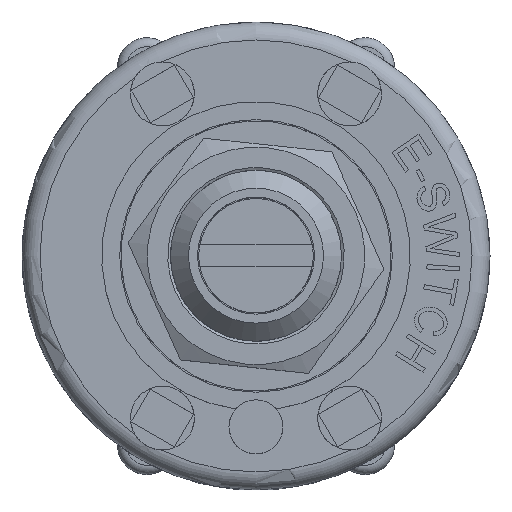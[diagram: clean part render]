
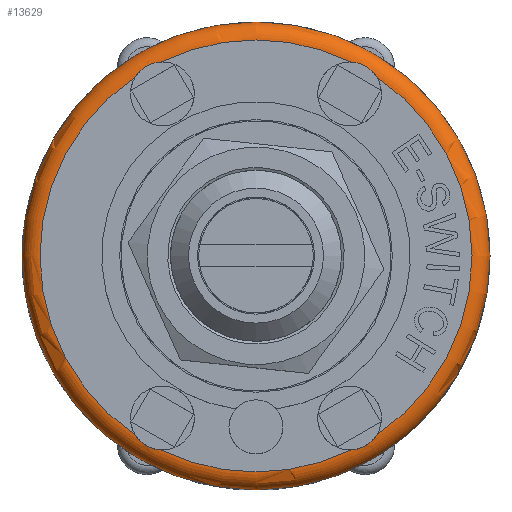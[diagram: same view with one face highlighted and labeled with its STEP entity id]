
A CAD part, top view. The second image highlights one B-rep face of the part: STEP entity #13629.
In plain terms, the highlighted toroidal (fillet/blend) face has major radius 12 mm and minor radius 1 mm.
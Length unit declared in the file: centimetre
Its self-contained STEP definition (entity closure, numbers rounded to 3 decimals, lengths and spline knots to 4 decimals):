
#32=TOROIDAL_SURFACE('',#14323,1.2,0.1);
#635=B_SPLINE_CURVE_WITH_KNOTS('',3,(#23289,#23290,#23291,#23292,#23293,
#23294,#23295,#23296,#23297,#23298,#23299,#23300),.UNSPECIFIED.,.F.,.F.,
(4,2,2,2,2,4),(-0.2692,-0.2446,-0.216,
-0.1921,-0.1645,-0.1357),.UNSPECIFIED.);
#636=B_SPLINE_CURVE_WITH_KNOTS('',3,(#23311,#23312,#23313,#23314,#23315,
#23316,#23317,#23318,#23319,#23320,#23321,#23322),.UNSPECIFIED.,.F.,.F.,
(4,2,2,2,2,4),(-0.2692,-0.2446,-0.216,
-0.1921,-0.1645,-0.1357),.UNSPECIFIED.);
#637=B_SPLINE_CURVE_WITH_KNOTS('',3,(#23333,#23334,#23335,#23336,#23337,
#23338,#23339,#23340,#23341,#23342,#23343,#23344),.UNSPECIFIED.,.F.,.F.,
(4,2,2,2,2,4),(-0.2692,-0.2446,-0.216,
-0.1921,-0.1645,-0.1357),.UNSPECIFIED.);
#638=B_SPLINE_CURVE_WITH_KNOTS('',3,(#23355,#23356,#23357,#23358,#23359,
#23360,#23361,#23362,#23363,#23364,#23365,#23366),.UNSPECIFIED.,.F.,.F.,
(4,2,2,2,2,4),(-0.2692,-0.2446,-0.216,
-0.1921,-0.1645,-0.1357),.UNSPECIFIED.);
#1336=FACE_OUTER_BOUND('',#2139,.T.);
#2139=EDGE_LOOP('',(#12004,#12005,#12006,#12007,#12008,#12009,#12010,#12011,
#12012,#12013,#12014,#12015));
#5270=CIRCLE('',#14261,1.3);
#5286=CIRCLE('',#14324,0.1);
#5287=CIRCLE('',#14325,1.2);
#5288=CIRCLE('',#14326,1.2);
#5289=CIRCLE('',#14327,1.2);
#5290=CIRCLE('',#14328,1.2);
#5291=CIRCLE('',#14329,1.2);
#6390=VERTEX_POINT('',#23008);
#6486=VERTEX_POINT('',#23287);
#6487=VERTEX_POINT('',#23288);
#6490=VERTEX_POINT('',#23309);
#6491=VERTEX_POINT('',#23310);
#6494=VERTEX_POINT('',#23331);
#6495=VERTEX_POINT('',#23332);
#6498=VERTEX_POINT('',#23353);
#6499=VERTEX_POINT('',#23354);
#6502=VERTEX_POINT('',#23375);
#8242=EDGE_CURVE('',#6390,#6390,#5270,.T.);
#8386=EDGE_CURVE('',#6486,#6487,#635,.T.);
#8391=EDGE_CURVE('',#6490,#6491,#636,.T.);
#8396=EDGE_CURVE('',#6494,#6495,#637,.T.);
#8401=EDGE_CURVE('',#6498,#6499,#638,.T.);
#8406=EDGE_CURVE('',#6390,#6502,#5286,.T.);
#8407=EDGE_CURVE('',#6502,#6494,#5287,.T.);
#8408=EDGE_CURVE('',#6495,#6490,#5288,.T.);
#8409=EDGE_CURVE('',#6491,#6486,#5289,.T.);
#8410=EDGE_CURVE('',#6487,#6498,#5290,.T.);
#8411=EDGE_CURVE('',#6499,#6502,#5291,.T.);
#12004=ORIENTED_EDGE('',*,*,#8242,.T.);
#12005=ORIENTED_EDGE('',*,*,#8406,.T.);
#12006=ORIENTED_EDGE('',*,*,#8407,.T.);
#12007=ORIENTED_EDGE('',*,*,#8396,.T.);
#12008=ORIENTED_EDGE('',*,*,#8408,.T.);
#12009=ORIENTED_EDGE('',*,*,#8391,.T.);
#12010=ORIENTED_EDGE('',*,*,#8409,.T.);
#12011=ORIENTED_EDGE('',*,*,#8386,.T.);
#12012=ORIENTED_EDGE('',*,*,#8410,.T.);
#12013=ORIENTED_EDGE('',*,*,#8401,.T.);
#12014=ORIENTED_EDGE('',*,*,#8411,.T.);
#12015=ORIENTED_EDGE('',*,*,#8406,.F.);
#13629=ADVANCED_FACE('',(#1336),#32,.T.);
#14261=AXIS2_PLACEMENT_3D('',#23009,#16746,#16747);
#14323=AXIS2_PLACEMENT_3D('',#23374,#17014,#17015);
#14324=AXIS2_PLACEMENT_3D('',#23376,#17016,#17017);
#14325=AXIS2_PLACEMENT_3D('',#23377,#17018,#17019);
#14326=AXIS2_PLACEMENT_3D('',#23378,#17020,#17021);
#14327=AXIS2_PLACEMENT_3D('',#23379,#17022,#17023);
#14328=AXIS2_PLACEMENT_3D('',#23380,#17024,#17025);
#14329=AXIS2_PLACEMENT_3D('',#23381,#17026,#17027);
#16746=DIRECTION('center_axis',(0.,0.,1.));
#16747=DIRECTION('ref_axis',(-1.,0.,0.));
#17014=DIRECTION('center_axis',(0.,0.,-1.));
#17015=DIRECTION('ref_axis',(-1.,0.,0.));
#17016=DIRECTION('center_axis',(0.,-1.,0.));
#17017=DIRECTION('ref_axis',(1.,0.,0.));
#17018=DIRECTION('center_axis',(0.,0.,-1.));
#17019=DIRECTION('ref_axis',(-1.,0.,0.));
#17020=DIRECTION('center_axis',(0.,0.,-1.));
#17021=DIRECTION('ref_axis',(-1.,0.,0.));
#17022=DIRECTION('center_axis',(0.,0.,-1.));
#17023=DIRECTION('ref_axis',(-1.,0.,0.));
#17024=DIRECTION('center_axis',(0.,0.,-1.));
#17025=DIRECTION('ref_axis',(-1.,0.,0.));
#17026=DIRECTION('center_axis',(0.,0.,-1.));
#17027=DIRECTION('ref_axis',(-1.,0.,0.));
#23008=CARTESIAN_POINT('',(1.3,0.,0.92));
#23009=CARTESIAN_POINT('Origin',(0.,0.,0.92));
#23287=CARTESIAN_POINT('',(-0.67,0.9955,1.02));
#23288=CARTESIAN_POINT('',(-0.5271,1.078,1.02));
#23289=CARTESIAN_POINT('Ctrl Pts',(-0.67,0.9955,
1.02));
#23290=CARTESIAN_POINT('Ctrl Pts',(-0.6646,1.0041,
1.02));
#23291=CARTESIAN_POINT('Ctrl Pts',(-0.6583,1.0124,
1.0198));
#23292=CARTESIAN_POINT('Ctrl Pts',(-0.6428,1.0294,
1.0191));
#23293=CARTESIAN_POINT('Ctrl Pts',(-0.6335,1.0377,
1.0188));
#23294=CARTESIAN_POINT('Ctrl Pts',(-0.615,1.051,1.0184));
#23295=CARTESIAN_POINT('Ctrl Pts',(-0.6061,1.0563,
1.0184));
#23296=CARTESIAN_POINT('Ctrl Pts',(-0.5859,1.0659,1.0187));
#23297=CARTESIAN_POINT('Ctrl Pts',(-0.5747,1.07,1.019));
#23298=CARTESIAN_POINT('Ctrl Pts',(-0.551,1.0759,1.0197));
#23299=CARTESIAN_POINT('Ctrl Pts',(-0.539,1.0775,
1.02));
#23300=CARTESIAN_POINT('Ctrl Pts',(-0.5271,1.078,
1.02));
#23309=CARTESIAN_POINT('',(-0.5271,-1.078,1.02));
#23310=CARTESIAN_POINT('',(-0.67,-0.9955,1.02));
#23311=CARTESIAN_POINT('Ctrl Pts',(-0.5271,-1.078,
1.02));
#23312=CARTESIAN_POINT('Ctrl Pts',(-0.5373,-1.0776,
1.02));
#23313=CARTESIAN_POINT('Ctrl Pts',(-0.5476,-1.0763,
1.0198));
#23314=CARTESIAN_POINT('Ctrl Pts',(-0.5701,-1.0714,1.0191));
#23315=CARTESIAN_POINT('Ctrl Pts',(-0.5819,-1.0675,
1.0188));
#23316=CARTESIAN_POINT('Ctrl Pts',(-0.6027,-1.0581,
1.0184));
#23317=CARTESIAN_POINT('Ctrl Pts',(-0.6117,-1.053,
1.0184));
#23318=CARTESIAN_POINT('Ctrl Pts',(-0.6301,-1.0404,
1.0187));
#23319=CARTESIAN_POINT('Ctrl Pts',(-0.6393,-1.0327,
1.019));
#23320=CARTESIAN_POINT('Ctrl Pts',(-0.6562,-1.0151,
1.0197));
#23321=CARTESIAN_POINT('Ctrl Pts',(-0.6637,-1.0055,
1.02));
#23322=CARTESIAN_POINT('Ctrl Pts',(-0.67,-0.9955,
1.02));
#23331=CARTESIAN_POINT('',(0.67,-0.9955,1.02));
#23332=CARTESIAN_POINT('',(0.5271,-1.078,1.02));
#23333=CARTESIAN_POINT('Ctrl Pts',(0.67,-0.9955,
1.02));
#23334=CARTESIAN_POINT('Ctrl Pts',(0.6646,-1.0041,
1.02));
#23335=CARTESIAN_POINT('Ctrl Pts',(0.6583,-1.0124,
1.0198));
#23336=CARTESIAN_POINT('Ctrl Pts',(0.6428,-1.0294,
1.0191));
#23337=CARTESIAN_POINT('Ctrl Pts',(0.6335,-1.0377,
1.0188));
#23338=CARTESIAN_POINT('Ctrl Pts',(0.615,-1.051,
1.0184));
#23339=CARTESIAN_POINT('Ctrl Pts',(0.6061,-1.0563,
1.0184));
#23340=CARTESIAN_POINT('Ctrl Pts',(0.5859,-1.0659,1.0187));
#23341=CARTESIAN_POINT('Ctrl Pts',(0.5747,-1.07,1.019));
#23342=CARTESIAN_POINT('Ctrl Pts',(0.551,-1.0759,
1.0197));
#23343=CARTESIAN_POINT('Ctrl Pts',(0.539,-1.0775,
1.02));
#23344=CARTESIAN_POINT('Ctrl Pts',(0.5271,-1.078,
1.02));
#23353=CARTESIAN_POINT('',(0.5271,1.078,1.02));
#23354=CARTESIAN_POINT('',(0.67,0.9955,1.02));
#23355=CARTESIAN_POINT('Ctrl Pts',(0.5271,1.078,1.02));
#23356=CARTESIAN_POINT('Ctrl Pts',(0.5373,1.0776,1.02));
#23357=CARTESIAN_POINT('Ctrl Pts',(0.5476,1.0763,1.0198));
#23358=CARTESIAN_POINT('Ctrl Pts',(0.5701,1.0714,1.0191));
#23359=CARTESIAN_POINT('Ctrl Pts',(0.5819,1.0675,1.0188));
#23360=CARTESIAN_POINT('Ctrl Pts',(0.6027,1.0581,1.0184));
#23361=CARTESIAN_POINT('Ctrl Pts',(0.6117,1.053,1.0184));
#23362=CARTESIAN_POINT('Ctrl Pts',(0.6301,1.0404,1.0187));
#23363=CARTESIAN_POINT('Ctrl Pts',(0.6393,1.0327,1.019));
#23364=CARTESIAN_POINT('Ctrl Pts',(0.6562,1.0151,1.0197));
#23365=CARTESIAN_POINT('Ctrl Pts',(0.6637,1.0055,1.02));
#23366=CARTESIAN_POINT('Ctrl Pts',(0.67,0.9955,
1.02));
#23374=CARTESIAN_POINT('Origin',(0.,0.,0.92));
#23375=CARTESIAN_POINT('',(1.2,0.,1.02));
#23376=CARTESIAN_POINT('Origin',(1.2,0.,0.92));
#23377=CARTESIAN_POINT('Origin',(0.,0.,1.02));
#23378=CARTESIAN_POINT('Origin',(0.,0.,1.02));
#23379=CARTESIAN_POINT('Origin',(0.,0.,1.02));
#23380=CARTESIAN_POINT('Origin',(0.,0.,1.02));
#23381=CARTESIAN_POINT('Origin',(0.,0.,1.02));
